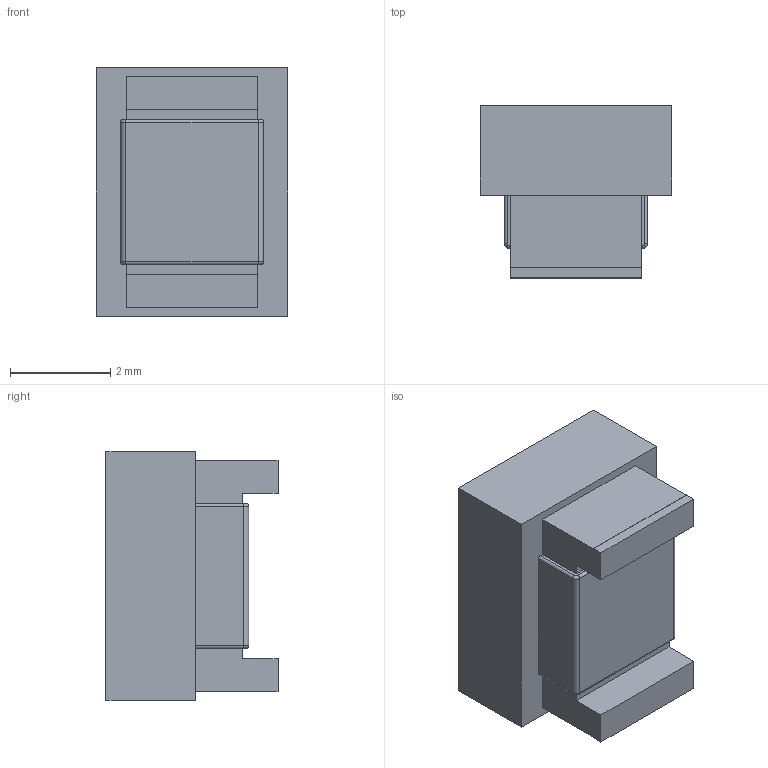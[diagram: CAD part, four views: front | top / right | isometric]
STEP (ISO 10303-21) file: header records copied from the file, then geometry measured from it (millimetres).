
FILE_DESCRIPTION (( 'STEP AP214' ), '1' );
FILE_NAME ('Coilcraft-1812CS.STEP', '2018-12-17T15:07:23', ( '' ), ( '' ), 'SwSTEP 2.0', 'SolidWorks 2018', '' );
FILE_SCHEMA (( 'AUTOMOTIVE_DESIGN' ));
Length unit declared in the file: millimetre
Products named in the file (1): Coilcraft-1812CS
Bounding box: 3.81 x 3.43 x 4.95 mm (x, y, z)
Volume: 49 mm3; surface area: 93.2 mm2
Topology: 1 solids, 1 shells, 48 faces, 112 edges, 70 vertices
Faces by surface type: plane 30, cylinder 14, bspline 4
Entity records: 1958 total; most frequent: CARTESIAN_POINT 303, DIRECTION 226, ORIENTED_EDGE 224, EDGE_CURVE 112, LINE 80, VECTOR 80, AXIS2_PLACEMENT_3D 73, VERTEX_POINT 70
